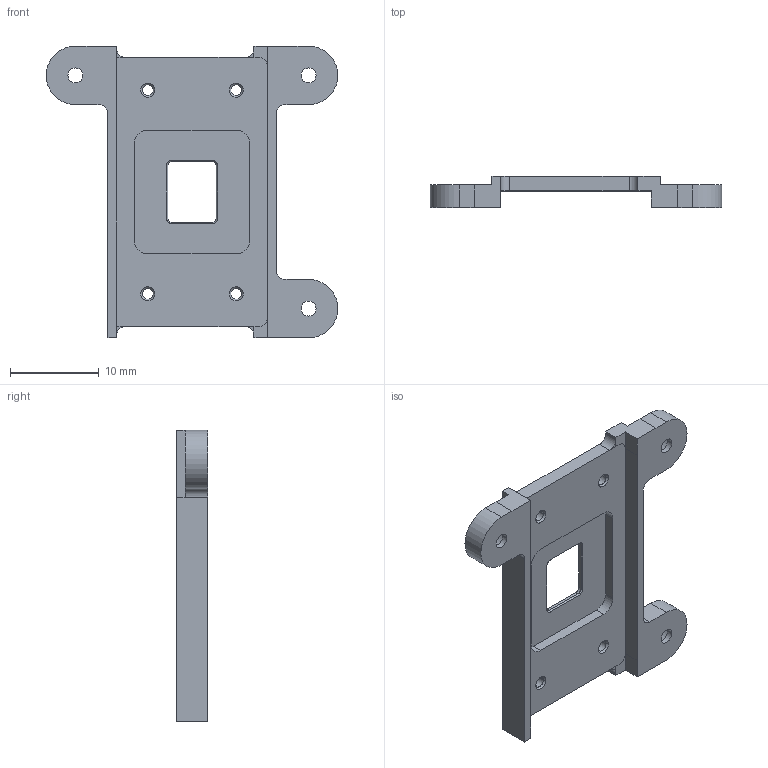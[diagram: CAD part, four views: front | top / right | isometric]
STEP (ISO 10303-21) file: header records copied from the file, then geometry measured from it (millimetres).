
FILE_DESCRIPTION(/* description */ ('VariCAD 2015-2.06 AP-214'),/* implementation_level */ '2;1');
FILE_NAME(/* name */ '0393-12-30A.stp',/* time_stamp */ '2016-04-30T11:27:30-06:00',/* author */ (''),/* organization */ (''),/* preprocessor_version */ 'ST-DEVELOPER v14',/* originating_system */ 'VariCAD 2015-2.06; kernel version (20130303)',/* authorisation */ '');
FILE_SCHEMA (('AUTOMOTIVE_DESIGN'));
Length unit declared in the file: millimetre
Products named in the file (2): 0393-12-30A; 0393-12-30
Assembly tree (1 placements, depth 2):
  0393-12-30A
    0393-12-30
Bounding box: 32.94 x 3.55 x 32.94 mm (x, y, z)
Volume: 1101.8 mm3; surface area: 2017.2 mm2
Topology: 1 solids, 1 shells, 111 faces, 285 edges, 184 vertices
Faces by surface type: plane 61, cylinder 38, cone 12
Entity records: 3604 total; most frequent: DIRECTION 617, CARTESIAN_POINT 584, ORIENTED_EDGE 570, EDGE_CURVE 285, AXIS2_PLACEMENT_3D 217, VERTEX_POINT 184, LINE 183, VECTOR 183
